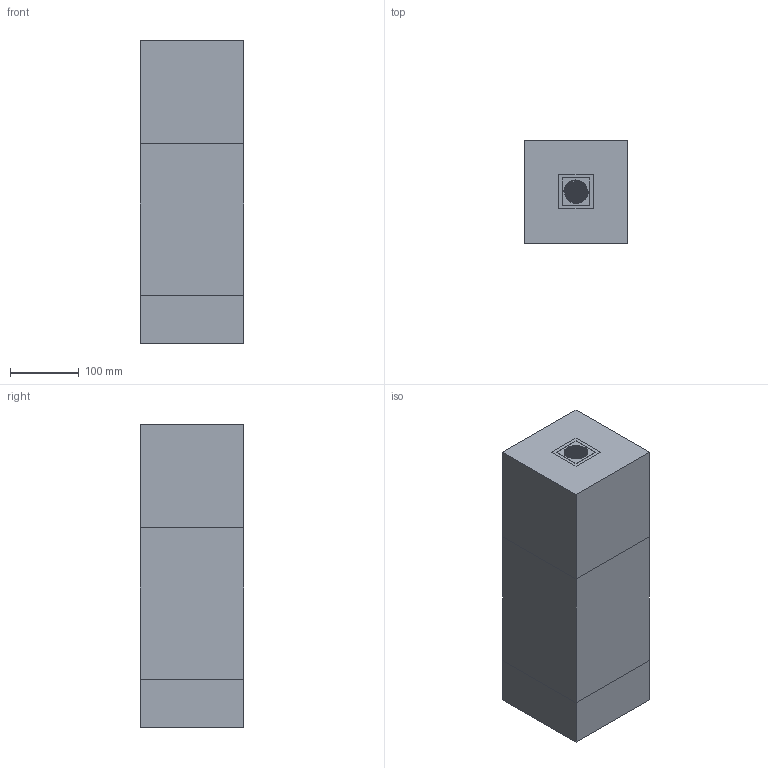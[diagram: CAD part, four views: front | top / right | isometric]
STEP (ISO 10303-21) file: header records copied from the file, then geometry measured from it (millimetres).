
FILE_DESCRIPTION(('STEP AP214'),'1');
FILE_NAME('spiral_test.stp','2023-01-30T13:02:01',('vahasl1'),(' '),'Spatial InterOp 3D','CST ACIS InterOp Converter 2021',' ');
FILE_SCHEMA(('AUTOMOTIVE_DESIGN { 1 0 10303 214 1 1 1 1 }'));
Length unit declared in the file: millimetre
Products named in the file (1): wall-structure|wall1
Bounding box: 150 x 150 x 440.07 mm (x, y, z)
Volume: 9900033.2 mm3; surface area: 447680.9 mm2
Topology: 16 solids, 16 shells, 168 faces, 402 edges, 270 vertices
Faces by surface type: plane 96, cylinder 64, extrusion 8
Entity records: 56947 total; most frequent: CARTESIAN_POINT 52648, DIRECTION 880, ORIENTED_EDGE 804, EDGE_CURVE 402, AXIS2_PLACEMENT_3D 310, VERTEX_POINT 270, VECTOR 260, LINE 252
